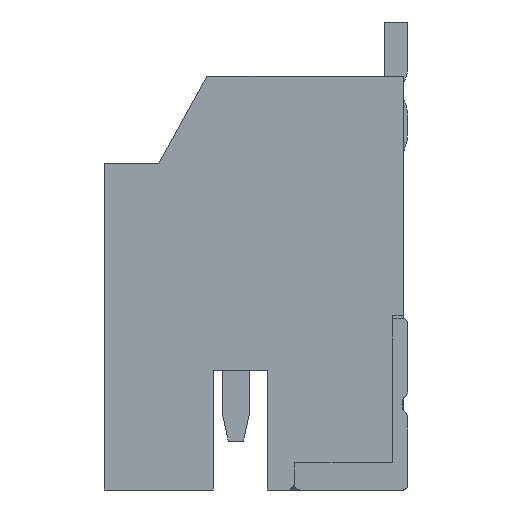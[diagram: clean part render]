
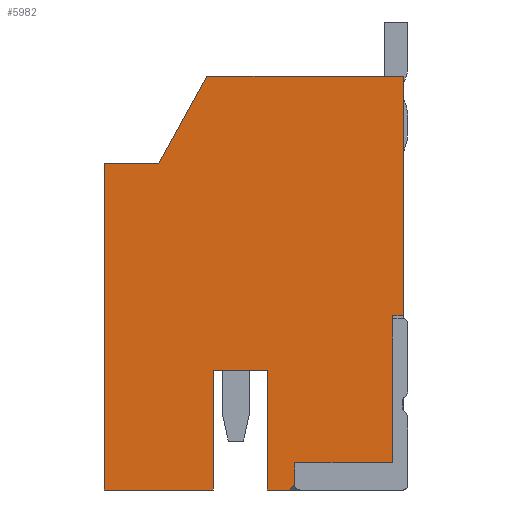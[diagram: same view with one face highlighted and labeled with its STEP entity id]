
A CAD part, left-side view. The second image highlights one B-rep face of the part: STEP entity #5982.
In plain terms, the highlighted planar face has unit normal (-1, 0, 0).
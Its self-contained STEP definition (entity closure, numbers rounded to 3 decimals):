
#347=DIRECTION('',(0.,-0.707,0.707));
#348=VECTOR('',#347,0.141);
#349=CARTESIAN_POINT('',(-8.,2.1,-3.));
#350=LINE('',#349,#348);
#351=DIRECTION('',(0.,-1.,0.));
#352=VECTOR('',#351,0.4);
#353=CARTESIAN_POINT('',(-8.,2.5,-3.));
#354=LINE('',#353,#352);
#355=DIRECTION('',(0.,0.,-1.));
#356=VECTOR('',#355,2.2);
#357=CARTESIAN_POINT('',(-8.,2.5,-0.8));
#358=LINE('',#357,#356);
#359=DIRECTION('',(0.,-1.,0.));
#360=VECTOR('',#359,1.);
#361=CARTESIAN_POINT('',(-8.,3.5,-0.8));
#362=LINE('',#361,#360);
#363=DIRECTION('',(0.,0.,1.));
#364=VECTOR('',#363,2.2);
#365=CARTESIAN_POINT('',(-8.,3.5,-3.));
#366=LINE('',#365,#364);
#367=DIRECTION('',(0.,-1.,0.));
#368=VECTOR('',#367,2.);
#369=CARTESIAN_POINT('',(-8.,5.5,-3.));
#370=LINE('',#369,#368);
#371=DIRECTION('',(0.,1.,0.));
#372=VECTOR('',#371,1.);
#373=CARTESIAN_POINT('',(-8.,4.5,3.));
#374=LINE('',#373,#372);
#375=DIRECTION('',(0.,0.485,-0.875));
#376=VECTOR('',#375,1.829);
#377=CARTESIAN_POINT('',(-8.,3.613,4.6));
#378=LINE('',#377,#376);
#379=DIRECTION('',(0.,0.,1.));
#380=VECTOR('',#379,4.4);
#381=CARTESIAN_POINT('',(-8.,0.,0.2));
#382=LINE('',#381,#380);
#438=DIRECTION('',(0.,1.,0.));
#439=VECTOR('',#438,1.8);
#440=CARTESIAN_POINT('',(-8.,0.2,-2.5));
#441=LINE('',#440,#439);
#450=DIRECTION('',(0.,0.,-1.));
#451=VECTOR('',#450,0.4);
#452=CARTESIAN_POINT('',(-8.,2.,-2.5));
#453=LINE('',#452,#451);
#482=DIRECTION('',(0.,0.,-1.));
#483=VECTOR('',#482,2.7);
#484=CARTESIAN_POINT('',(-8.,0.2,0.2));
#485=LINE('',#484,#483);
#667=DIRECTION('',(0.,-1.,0.));
#668=VECTOR('',#667,0.2);
#669=CARTESIAN_POINT('',(-8.,0.2,0.2));
#670=LINE('',#669,#668);
#691=DIRECTION('',(0.,1.,0.));
#692=VECTOR('',#691,3.613);
#693=CARTESIAN_POINT('',(-8.,0.,4.6));
#694=LINE('',#693,#692);
#1645=DIRECTION('',(0.,0.,1.));
#1646=VECTOR('',#1645,6.);
#1647=CARTESIAN_POINT('',(-8.,5.5,-3.));
#1648=LINE('',#1647,#1646);
#4561=CARTESIAN_POINT('',(-8.,0.,0.2));
#4563=VERTEX_POINT('',#4561);
#4575=CARTESIAN_POINT('',(-8.,0.,4.6));
#4576=VERTEX_POINT('',#4575);
#4631=CARTESIAN_POINT('',(-8.,2.5,-3.));
#4632=VERTEX_POINT('',#4631);
#4633=CARTESIAN_POINT('',(-8.,2.1,-3.));
#4634=VERTEX_POINT('',#4633);
#4675=CARTESIAN_POINT('',(-8.,5.5,-3.));
#4676=VERTEX_POINT('',#4675);
#4677=CARTESIAN_POINT('',(-8.,3.5,-3.));
#4678=VERTEX_POINT('',#4677);
#4775=CARTESIAN_POINT('',(-8.,4.5,3.));
#4776=VERTEX_POINT('',#4775);
#4777=CARTESIAN_POINT('',(-8.,5.5,3.));
#4778=VERTEX_POINT('',#4777);
#4985=CARTESIAN_POINT('',(-8.,3.5,-0.8));
#4986=VERTEX_POINT('',#4985);
#4995=CARTESIAN_POINT('',(-8.,2.5,-0.8));
#4996=VERTEX_POINT('',#4995);
#4997=CARTESIAN_POINT('',(-8.,2.,-2.9));
#4998=VERTEX_POINT('',#4997);
#4999=CARTESIAN_POINT('',(-8.,3.613,4.6));
#5000=VERTEX_POINT('',#4999);
#5001=CARTESIAN_POINT('',(-8.,0.2,0.2));
#5002=VERTEX_POINT('',#5001);
#5003=CARTESIAN_POINT('',(-8.,0.2,-2.5));
#5004=VERTEX_POINT('',#5003);
#5005=CARTESIAN_POINT('',(-8.,2.,-2.5));
#5006=VERTEX_POINT('',#5005);
#5947=CARTESIAN_POINT('',(-8.,2.75,0.8));
#5948=DIRECTION('',(1.,0.,0.));
#5949=DIRECTION('',(0.,0.,1.));
#5950=AXIS2_PLACEMENT_3D('',#5947,#5948,#5949);
#5951=PLANE('',#5950);
#5953=ORIENTED_EDGE('',*,*,#5952,.F.);
#5954=ORIENTED_EDGE('',*,*,#5916,.F.);
#5955=ORIENTED_EDGE('',*,*,#5938,.F.);
#5957=ORIENTED_EDGE('',*,*,#5956,.F.);
#5959=ORIENTED_EDGE('',*,*,#5958,.F.);
#5961=ORIENTED_EDGE('',*,*,#5960,.F.);
#5963=ORIENTED_EDGE('',*,*,#5962,.T.);
#5965=ORIENTED_EDGE('',*,*,#5964,.F.);
#5967=ORIENTED_EDGE('',*,*,#5966,.F.);
#5969=ORIENTED_EDGE('',*,*,#5968,.F.);
#5971=ORIENTED_EDGE('',*,*,#5970,.F.);
#5973=ORIENTED_EDGE('',*,*,#5972,.F.);
#5975=ORIENTED_EDGE('',*,*,#5974,.T.);
#5977=ORIENTED_EDGE('',*,*,#5976,.T.);
#5979=ORIENTED_EDGE('',*,*,#5978,.T.);
#5980=EDGE_LOOP('',(#5953,#5954,#5955,#5957,#5959,#5961,#5963,#5965,#5967,#5969,
#5971,#5973,#5975,#5977,#5979));
#5981=FACE_OUTER_BOUND('',#5980,.F.);
#5982=ADVANCED_FACE('',(#5981),#5951,.F.);
#5916=EDGE_CURVE('',#4632,#4634,#354,.T.);
#5938=EDGE_CURVE('',#4996,#4632,#358,.T.);
#5952=EDGE_CURVE('',#4634,#4998,#350,.T.);
#5956=EDGE_CURVE('',#4986,#4996,#362,.T.);
#5958=EDGE_CURVE('',#4678,#4986,#366,.T.);
#5960=EDGE_CURVE('',#4676,#4678,#370,.T.);
#5962=EDGE_CURVE('',#4676,#4778,#1648,.T.);
#5964=EDGE_CURVE('',#4776,#4778,#374,.T.);
#5966=EDGE_CURVE('',#5000,#4776,#378,.T.);
#5968=EDGE_CURVE('',#4576,#5000,#694,.T.);
#5970=EDGE_CURVE('',#4563,#4576,#382,.T.);
#5972=EDGE_CURVE('',#5002,#4563,#670,.T.);
#5974=EDGE_CURVE('',#5002,#5004,#485,.T.);
#5976=EDGE_CURVE('',#5004,#5006,#441,.T.);
#5978=EDGE_CURVE('',#5006,#4998,#453,.T.);
